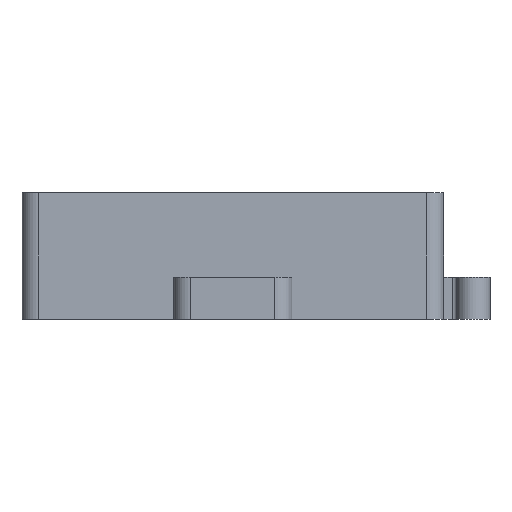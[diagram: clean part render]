
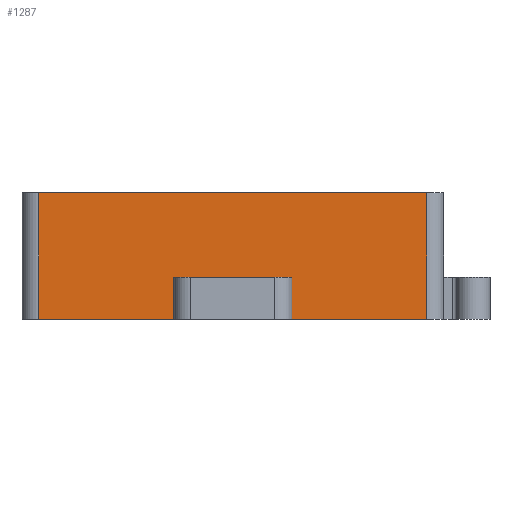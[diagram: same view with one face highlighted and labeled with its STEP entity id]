
A CAD part, left-side view. The second image highlights one B-rep face of the part: STEP entity #1287.
In plain terms, the highlighted planar face has unit normal (-1, 0, 0).
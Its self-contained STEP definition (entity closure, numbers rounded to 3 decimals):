
#48=PLANE('',#1427);
#100=FACE_OUTER_BOUND('',#177,.T.);
#177=EDGE_LOOP('',(#1007,#1008,#1009,#1010,#1011,#1012,#1013,#1014));
#250=LINE('',#2001,#362);
#251=LINE('',#2021,#363);
#279=LINE('',#2118,#391);
#280=LINE('',#2120,#392);
#281=LINE('',#2122,#393);
#282=LINE('',#2123,#394);
#283=LINE('',#2125,#395);
#284=LINE('',#2126,#396);
#362=VECTOR('',#1581,10.);
#363=VECTOR('',#1600,10.);
#391=VECTOR('',#1704,10.);
#392=VECTOR('',#1705,10.);
#393=VECTOR('',#1706,10.);
#394=VECTOR('',#1707,10.);
#395=VECTOR('',#1708,10.);
#396=VECTOR('',#1709,10.);
#548=VERTEX_POINT('',#1954);
#571=VERTEX_POINT('',#1999);
#580=VERTEX_POINT('',#2019);
#581=VERTEX_POINT('',#2020);
#612=VERTEX_POINT('',#2117);
#613=VERTEX_POINT('',#2119);
#614=VERTEX_POINT('',#2121);
#615=VERTEX_POINT('',#2124);
#706=EDGE_CURVE('',#571,#548,#250,.T.);
#715=EDGE_CURVE('',#580,#581,#251,.T.);
#763=EDGE_CURVE('',#612,#581,#279,.T.);
#764=EDGE_CURVE('',#613,#580,#280,.T.);
#765=EDGE_CURVE('',#613,#614,#281,.T.);
#766=EDGE_CURVE('',#614,#548,#282,.T.);
#767=EDGE_CURVE('',#615,#571,#283,.T.);
#768=EDGE_CURVE('',#615,#612,#284,.T.);
#1007=ORIENTED_EDGE('',*,*,#763,.T.);
#1008=ORIENTED_EDGE('',*,*,#715,.F.);
#1009=ORIENTED_EDGE('',*,*,#764,.F.);
#1010=ORIENTED_EDGE('',*,*,#765,.T.);
#1011=ORIENTED_EDGE('',*,*,#766,.T.);
#1012=ORIENTED_EDGE('',*,*,#706,.F.);
#1013=ORIENTED_EDGE('',*,*,#767,.F.);
#1014=ORIENTED_EDGE('',*,*,#768,.T.);
#1287=ADVANCED_FACE('',(#100),#48,.T.);
#1427=AXIS2_PLACEMENT_3D('',#2116,#1702,#1703);
#1581=DIRECTION('',(0.,-1.,0.));
#1600=DIRECTION('',(0.,1.,0.));
#1702=DIRECTION('center_axis',(-1.,0.,0.));
#1703=DIRECTION('ref_axis',(0.,-1.,0.));
#1704=DIRECTION('',(0.,0.,1.));
#1705=DIRECTION('',(0.,0.,1.));
#1706=DIRECTION('',(0.,-1.,0.));
#1707=DIRECTION('',(0.,0.,1.));
#1708=DIRECTION('',(0.,0.,1.));
#1709=DIRECTION('',(0.,-1.,0.));
#1954=CARTESIAN_POINT('',(-9.395,-7.595,15.));
#1999=CARTESIAN_POINT('',(-9.395,38.405,15.));
#2001=CARTESIAN_POINT('',(-9.395,38.405,15.));
#2019=CARTESIAN_POINT('',(-9.395,10.405,5.));
#2020=CARTESIAN_POINT('',(-9.395,20.405,5.));
#2021=CARTESIAN_POINT('',(-9.395,26.905,5.));
#2116=CARTESIAN_POINT('Origin',(-9.395,38.405,0.));
#2117=CARTESIAN_POINT('',(-9.395,20.405,0.));
#2118=CARTESIAN_POINT('',(-9.395,20.405,0.));
#2119=CARTESIAN_POINT('',(-9.395,10.405,0.));
#2120=CARTESIAN_POINT('',(-9.395,10.405,0.));
#2121=CARTESIAN_POINT('',(-9.395,-7.595,0.));
#2122=CARTESIAN_POINT('',(-9.395,38.405,0.));
#2123=CARTESIAN_POINT('',(-9.395,-7.595,0.));
#2124=CARTESIAN_POINT('',(-9.395,38.405,0.));
#2125=CARTESIAN_POINT('',(-9.395,38.405,0.));
#2126=CARTESIAN_POINT('',(-9.395,38.405,0.));
